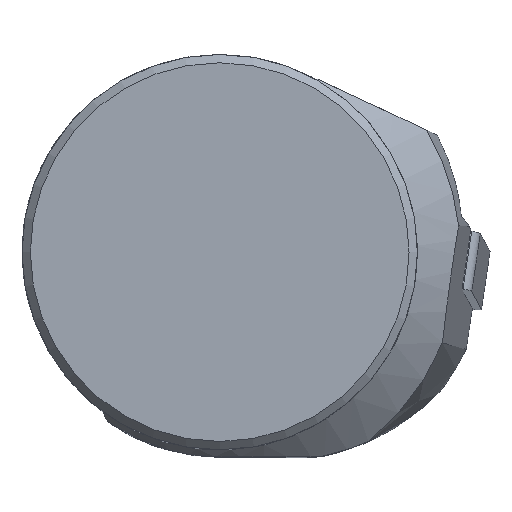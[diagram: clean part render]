
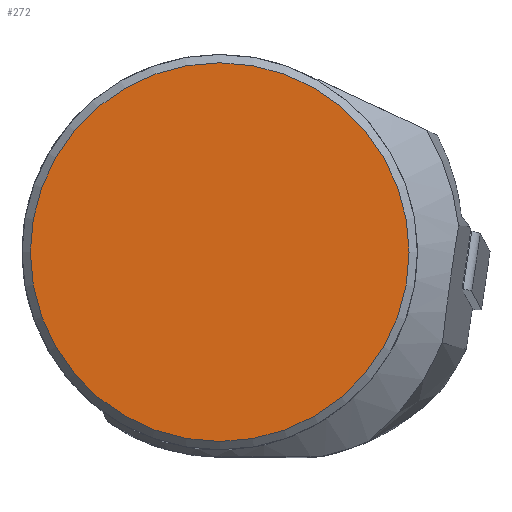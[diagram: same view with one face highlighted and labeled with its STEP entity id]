
A CAD part, top view. The second image highlights one B-rep face of the part: STEP entity #272.
In plain terms, the highlighted planar face has unit normal (0, 0, 1).
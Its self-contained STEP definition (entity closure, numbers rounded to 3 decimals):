
#187=FACE_OUTER_BOUND('',#410,.T.);
#272=ADVANCED_FACE('',(#187),#332,.T.);
#332=PLANE('',#1481);
#410=EDGE_LOOP('',(#652));
#499=CIRCLE('',#1454,15.325);
#652=ORIENTED_EDGE('',*,*,#1066,.T.);
#935=VERTEX_POINT('',#2011);
#1066=EDGE_CURVE('',#935,#935,#499,.T.);
#1454=AXIS2_PLACEMENT_3D('',#2010,#1624,#1625);
#1481=AXIS2_PLACEMENT_3D('',#2221,#1691,#1692);
#1624=DIRECTION('',(0.,0.,1.));
#1625=DIRECTION('',(1.,0.,0.));
#1691=DIRECTION('',(0.,0.,1.));
#1692=DIRECTION('',(1.,0.,0.));
#2010=CARTESIAN_POINT('',(0.,0.,0.));
#2011=CARTESIAN_POINT('',(15.325,0.,0.));
#2221=CARTESIAN_POINT('',(0.,0.,0.));
